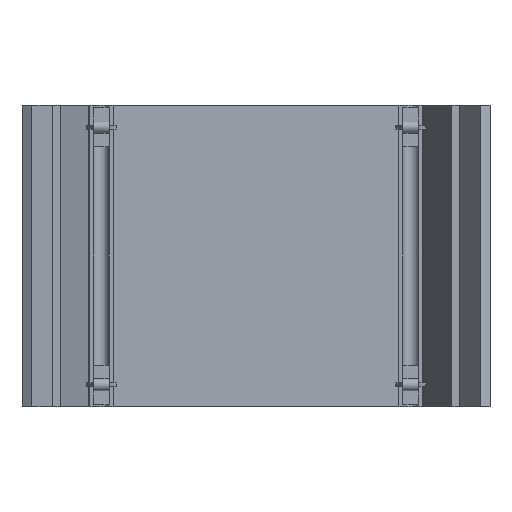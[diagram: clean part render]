
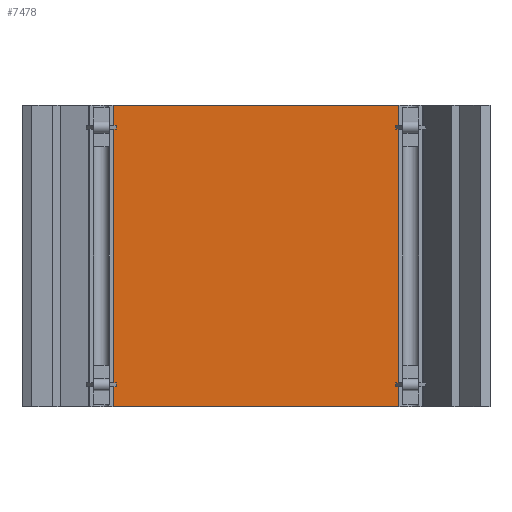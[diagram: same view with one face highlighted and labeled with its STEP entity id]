
A CAD part, front view. The second image highlights one B-rep face of the part: STEP entity #7478.
In plain terms, the highlighted planar face has unit normal (0, -1, 0).
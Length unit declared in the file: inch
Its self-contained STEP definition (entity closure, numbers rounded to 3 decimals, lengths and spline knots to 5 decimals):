
#2962=DIRECTION('',(-1.,0.,0.));
#2963=VECTOR('',#2962,1.508);
#2964=CARTESIAN_POINT('',(0.754,-0.04,-0.76));
#2965=LINE('',#2964,#2963);
#2969=DIRECTION('',(0.,0.,1.));
#2970=VECTOR('',#2969,1.52);
#2971=CARTESIAN_POINT('',(-0.754,-0.04,-0.76));
#2972=LINE('',#2971,#2970);
#2976=DIRECTION('',(1.,0.,0.));
#2977=VECTOR('',#2976,1.508);
#2978=CARTESIAN_POINT('',(-0.754,-0.04,0.76));
#2979=LINE('',#2978,#2977);
#2983=DIRECTION('',(0.,0.,1.));
#2984=VECTOR('',#2983,1.52);
#2985=CARTESIAN_POINT('',(0.754,-0.04,-0.76));
#2986=LINE('',#2985,#2984);
#4875=CARTESIAN_POINT('',(0.754,-0.04,-0.76));
#4876=VERTEX_POINT('',#4875);
#4909=CARTESIAN_POINT('',(0.754,-0.04,0.76));
#4910=VERTEX_POINT('',#4909);
#5203=CARTESIAN_POINT('',(-0.754,-0.04,-0.76));
#5204=VERTEX_POINT('',#5203);
#5237=CARTESIAN_POINT('',(-0.754,-0.04,0.76));
#5238=VERTEX_POINT('',#5237);
#7466=CARTESIAN_POINT('',(0.754,-0.04,-0.76));
#7467=DIRECTION('',(0.,1.,0.));
#7468=DIRECTION('',(-1.,0.,0.));
#7469=AXIS2_PLACEMENT_3D('',#7466,#7467,#7468);
#7470=PLANE('',#7469);
#7471=ORIENTED_EDGE('',*,*,#5770,.T.);
#7473=ORIENTED_EDGE('',*,*,#7472,.T.);
#7474=ORIENTED_EDGE('',*,*,#6002,.T.);
#7475=ORIENTED_EDGE('',*,*,#7459,.F.);
#7476=EDGE_LOOP('',(#7471,#7473,#7474,#7475));
#7477=FACE_OUTER_BOUND('',#7476,.F.);
#5770=EDGE_CURVE('',#4876,#5204,#2965,.T.);
#6002=EDGE_CURVE('',#5238,#4910,#2979,.T.);
#7459=EDGE_CURVE('',#4876,#4910,#2986,.T.);
#7472=EDGE_CURVE('',#5204,#5238,#2972,.T.);
#7478=ADVANCED_FACE('',(#7477),#7470,.F.);
